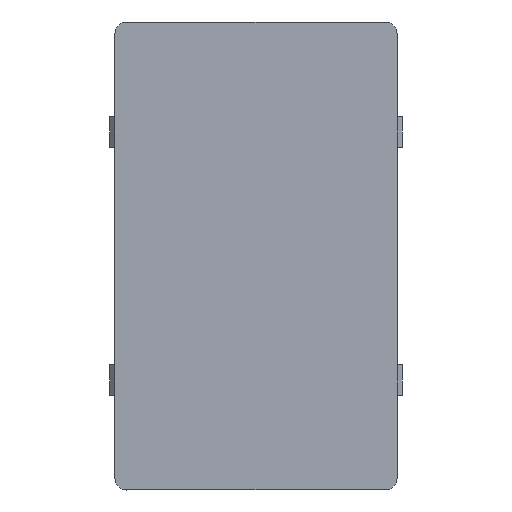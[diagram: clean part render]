
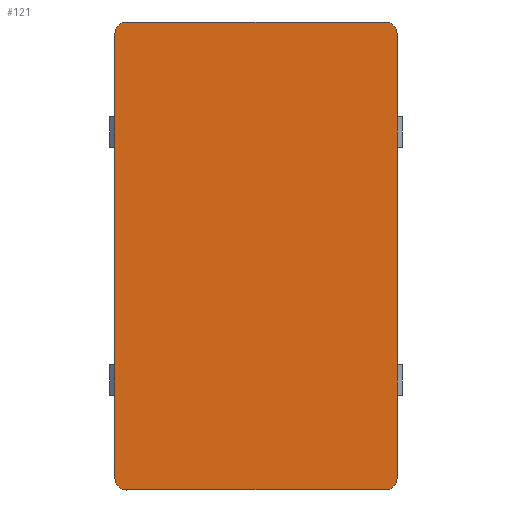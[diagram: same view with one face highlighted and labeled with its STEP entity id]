
A CAD part, top view. The second image highlights one B-rep face of the part: STEP entity #121.
In plain terms, the highlighted planar face has unit normal (0, 0, 1).
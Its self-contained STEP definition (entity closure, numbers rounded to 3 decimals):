
#21 = EDGE_CURVE('',#22,#24,#26,.T.);
#22 = VERTEX_POINT('',#23);
#23 = CARTESIAN_POINT('',(-27.3,-43.,1.8));
#24 = VERTEX_POINT('',#25);
#25 = CARTESIAN_POINT('',(-27.3,-27.,1.8));
#26 = LINE('',#27,#28);
#27 = CARTESIAN_POINT('',(-27.3,-43.,1.8));
#28 = VECTOR('',#29,1.);
#29 = DIRECTION('',(0.,1.,0.));
#48 = VERTEX_POINT('',#49);
#49 = CARTESIAN_POINT('',(-27.3,43.,1.8));
#55 = EDGE_CURVE('',#56,#48,#58,.T.);
#56 = VERTEX_POINT('',#57);
#57 = CARTESIAN_POINT('',(-27.3,27.,1.8));
#58 = LINE('',#59,#60);
#59 = CARTESIAN_POINT('',(-27.3,-43.,1.8));
#60 = VECTOR('',#61,1.);
#61 = DIRECTION('',(0.,1.,0.));
#80 = VERTEX_POINT('',#81);
#81 = CARTESIAN_POINT('',(-27.3,21.,1.8));
#87 = EDGE_CURVE('',#88,#80,#90,.T.);
#88 = VERTEX_POINT('',#89);
#89 = CARTESIAN_POINT('',(-27.3,-21.,1.8));
#90 = LINE('',#91,#92);
#91 = CARTESIAN_POINT('',(-27.3,-43.,1.8));
#92 = VECTOR('',#93,1.);
#93 = DIRECTION('',(0.,1.,0.));
#121 = ADVANCED_FACE('',(#122),#229,.T.);
#122 = FACE_BOUND('',#123,.F.);
#123 = EDGE_LOOP('',(#124,#125,#131,#132,#138,#139,#148,#156,#165,#173,
    #181,#189,#197,#205,#214,#222));
#124 = ORIENTED_EDGE('',*,*,#21,.T.);
#125 = ORIENTED_EDGE('',*,*,#126,.T.);
#126 = EDGE_CURVE('',#24,#88,#127,.T.);
#127 = LINE('',#128,#129);
#128 = CARTESIAN_POINT('',(-27.3,-43.,1.8));
#129 = VECTOR('',#130,1.);
#130 = DIRECTION('',(0.,1.,0.));
#131 = ORIENTED_EDGE('',*,*,#87,.T.);
#132 = ORIENTED_EDGE('',*,*,#133,.T.);
#133 = EDGE_CURVE('',#80,#56,#134,.T.);
#134 = LINE('',#135,#136);
#135 = CARTESIAN_POINT('',(-27.3,-43.,1.8));
#136 = VECTOR('',#137,1.);
#137 = DIRECTION('',(0.,1.,0.));
#138 = ORIENTED_EDGE('',*,*,#55,.T.);
#139 = ORIENTED_EDGE('',*,*,#140,.T.);
#140 = EDGE_CURVE('',#48,#141,#143,.T.);
#141 = VERTEX_POINT('',#142);
#142 = CARTESIAN_POINT('',(-25.,45.3,1.8));
#143 = CIRCLE('',#144,2.3);
#144 = AXIS2_PLACEMENT_3D('',#145,#146,#147);
#145 = CARTESIAN_POINT('',(-25.,43.,1.8));
#146 = DIRECTION('',(0.,0.,-1.));
#147 = DIRECTION('',(1.,0.,0.));
#148 = ORIENTED_EDGE('',*,*,#149,.T.);
#149 = EDGE_CURVE('',#141,#150,#152,.T.);
#150 = VERTEX_POINT('',#151);
#151 = CARTESIAN_POINT('',(25.,45.3,1.8));
#152 = LINE('',#153,#154);
#153 = CARTESIAN_POINT('',(-25.,45.3,1.8));
#154 = VECTOR('',#155,1.);
#155 = DIRECTION('',(1.,0.,0.));
#156 = ORIENTED_EDGE('',*,*,#157,.T.);
#157 = EDGE_CURVE('',#150,#158,#160,.T.);
#158 = VERTEX_POINT('',#159);
#159 = CARTESIAN_POINT('',(27.3,43.,1.8));
#160 = CIRCLE('',#161,2.3);
#161 = AXIS2_PLACEMENT_3D('',#162,#163,#164);
#162 = CARTESIAN_POINT('',(25.,43.,1.8));
#163 = DIRECTION('',(0.,0.,-1.));
#164 = DIRECTION('',(1.,0.,0.));
#165 = ORIENTED_EDGE('',*,*,#166,.T.);
#166 = EDGE_CURVE('',#158,#167,#169,.T.);
#167 = VERTEX_POINT('',#168);
#168 = CARTESIAN_POINT('',(27.3,27.,1.8));
#169 = LINE('',#170,#171);
#170 = CARTESIAN_POINT('',(27.3,43.,1.8));
#171 = VECTOR('',#172,1.);
#172 = DIRECTION('',(0.,-1.,0.));
#173 = ORIENTED_EDGE('',*,*,#174,.T.);
#174 = EDGE_CURVE('',#167,#175,#177,.T.);
#175 = VERTEX_POINT('',#176);
#176 = CARTESIAN_POINT('',(27.3,21.,1.8));
#177 = LINE('',#178,#179);
#178 = CARTESIAN_POINT('',(27.3,43.,1.8));
#179 = VECTOR('',#180,1.);
#180 = DIRECTION('',(0.,-1.,0.));
#181 = ORIENTED_EDGE('',*,*,#182,.T.);
#182 = EDGE_CURVE('',#175,#183,#185,.T.);
#183 = VERTEX_POINT('',#184);
#184 = CARTESIAN_POINT('',(27.3,-21.,1.8));
#185 = LINE('',#186,#187);
#186 = CARTESIAN_POINT('',(27.3,43.,1.8));
#187 = VECTOR('',#188,1.);
#188 = DIRECTION('',(0.,-1.,0.));
#189 = ORIENTED_EDGE('',*,*,#190,.T.);
#190 = EDGE_CURVE('',#183,#191,#193,.T.);
#191 = VERTEX_POINT('',#192);
#192 = CARTESIAN_POINT('',(27.3,-27.,1.8));
#193 = LINE('',#194,#195);
#194 = CARTESIAN_POINT('',(27.3,43.,1.8));
#195 = VECTOR('',#196,1.);
#196 = DIRECTION('',(0.,-1.,0.));
#197 = ORIENTED_EDGE('',*,*,#198,.T.);
#198 = EDGE_CURVE('',#191,#199,#201,.T.);
#199 = VERTEX_POINT('',#200);
#200 = CARTESIAN_POINT('',(27.3,-43.,1.8));
#201 = LINE('',#202,#203);
#202 = CARTESIAN_POINT('',(27.3,43.,1.8));
#203 = VECTOR('',#204,1.);
#204 = DIRECTION('',(0.,-1.,0.));
#205 = ORIENTED_EDGE('',*,*,#206,.T.);
#206 = EDGE_CURVE('',#199,#207,#209,.T.);
#207 = VERTEX_POINT('',#208);
#208 = CARTESIAN_POINT('',(25.,-45.3,1.8));
#209 = CIRCLE('',#210,2.3);
#210 = AXIS2_PLACEMENT_3D('',#211,#212,#213);
#211 = CARTESIAN_POINT('',(25.,-43.,1.8));
#212 = DIRECTION('',(0.,0.,-1.));
#213 = DIRECTION('',(1.,0.,0.));
#214 = ORIENTED_EDGE('',*,*,#215,.T.);
#215 = EDGE_CURVE('',#207,#216,#218,.T.);
#216 = VERTEX_POINT('',#217);
#217 = CARTESIAN_POINT('',(-25.,-45.3,1.8));
#218 = LINE('',#219,#220);
#219 = CARTESIAN_POINT('',(25.,-45.3,1.8));
#220 = VECTOR('',#221,1.);
#221 = DIRECTION('',(-1.,0.,0.));
#222 = ORIENTED_EDGE('',*,*,#223,.T.);
#223 = EDGE_CURVE('',#216,#22,#224,.T.);
#224 = CIRCLE('',#225,2.3);
#225 = AXIS2_PLACEMENT_3D('',#226,#227,#228);
#226 = CARTESIAN_POINT('',(-25.,-43.,1.8));
#227 = DIRECTION('',(0.,0.,-1.));
#228 = DIRECTION('',(1.,0.,0.));
#229 = PLANE('',#230);
#230 = AXIS2_PLACEMENT_3D('',#231,#232,#233);
#231 = CARTESIAN_POINT('',(0.,0.,1.8));
#232 = DIRECTION('',(0.,0.,1.));
#233 = DIRECTION('',(1.,0.,0.));
